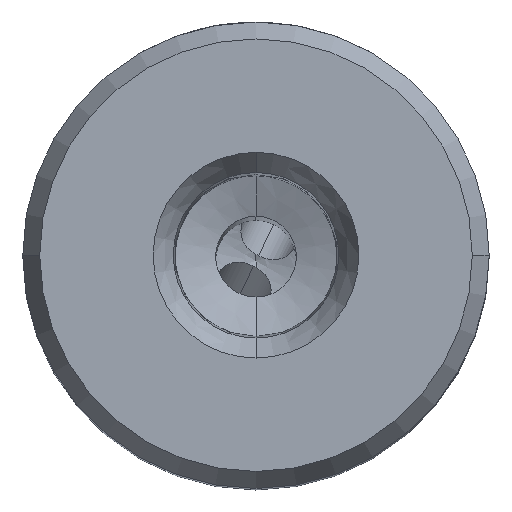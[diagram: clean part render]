
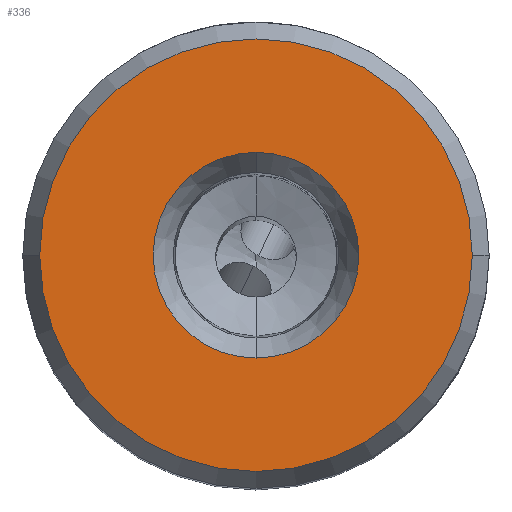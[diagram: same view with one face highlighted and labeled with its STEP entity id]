
A CAD part, top view. The second image highlights one B-rep face of the part: STEP entity #336.
In plain terms, the highlighted planar face has unit normal (0, 0, 1).
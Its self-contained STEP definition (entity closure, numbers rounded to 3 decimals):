
#78=FACE_BOUND('',#620,.T.);
#79=FACE_BOUND('',#621,.T.);
#198=CIRCLE('',#2673,7.);
#201=CIRCLE('',#2679,7.);
#202=CIRCLE('',#2681,14.72);
#203=CIRCLE('',#2682,14.72);
#336=ADVANCED_FACE('',(#78,#79),#394,.T.);
#394=PLANE('',#2683);
#620=EDGE_LOOP('',(#1448,#1449));
#621=EDGE_LOOP('',(#1450,#1451));
#1448=ORIENTED_EDGE('',*,*,#2252,.F.);
#1449=ORIENTED_EDGE('',*,*,#2258,.F.);
#1450=ORIENTED_EDGE('',*,*,#2259,.F.);
#1451=ORIENTED_EDGE('',*,*,#2260,.F.);
#1903=VERTEX_POINT('',#10215);
#1904=VERTEX_POINT('',#10217);
#1906=VERTEX_POINT('',#10236);
#1907=VERTEX_POINT('',#10237);
#2252=EDGE_CURVE('',#1903,#1904,#198,.T.);
#2258=EDGE_CURVE('',#1904,#1903,#201,.T.);
#2259=EDGE_CURVE('',#1906,#1907,#202,.T.);
#2260=EDGE_CURVE('',#1907,#1906,#203,.T.);
#2673=AXIS2_PLACEMENT_3D('',#10216,#3007,#3008);
#2679=AXIS2_PLACEMENT_3D('',#10233,#3020,#3021);
#2681=AXIS2_PLACEMENT_3D('',#10235,#3024,#3025);
#2682=AXIS2_PLACEMENT_3D('',#10238,#3026,#3027);
#2683=AXIS2_PLACEMENT_3D('',#10239,#3028,#3029);
#3007=DIRECTION('',(0.,0.,1.));
#3008=DIRECTION('',(0.,1.,0.));
#3020=DIRECTION('',(0.,0.,1.));
#3021=DIRECTION('',(0.,-1.,0.));
#3024=DIRECTION('',(0.,0.,-1.));
#3025=DIRECTION('',(1.,0.,0.));
#3026=DIRECTION('',(0.,0.,-1.));
#3027=DIRECTION('',(-1.,0.,0.));
#3028=DIRECTION('',(0.,0.,1.));
#3029=DIRECTION('',(-1.,0.,0.));
#10215=CARTESIAN_POINT('',(0.,7.,30.2));
#10216=CARTESIAN_POINT('',(0.,0.,30.2));
#10217=CARTESIAN_POINT('',(0.,-7.,30.2));
#10233=CARTESIAN_POINT('',(0.,0.,30.2));
#10235=CARTESIAN_POINT('',(0.,0.,30.2));
#10236=CARTESIAN_POINT('',(14.72,0.,30.2));
#10237=CARTESIAN_POINT('',(-14.72,0.,30.2));
#10238=CARTESIAN_POINT('',(0.,0.,30.2));
#10239=CARTESIAN_POINT('',(0.,0.,30.2));
